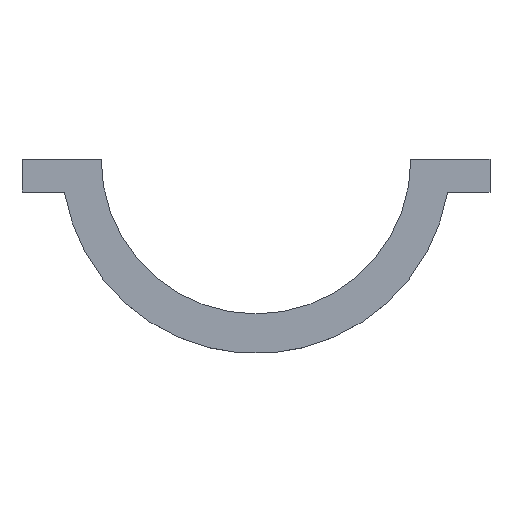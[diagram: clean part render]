
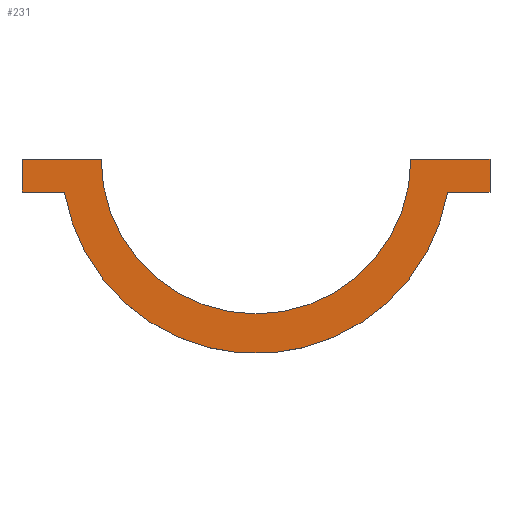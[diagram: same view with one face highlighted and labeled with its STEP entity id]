
A CAD part, top view. The second image highlights one B-rep face of the part: STEP entity #231.
In plain terms, the highlighted planar face has unit normal (0, 0, 1).
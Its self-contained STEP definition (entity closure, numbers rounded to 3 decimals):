
#25=PLANE('',#274);
#37=FACE_OUTER_BOUND('',#53,.T.);
#53=EDGE_LOOP('',(#201,#202,#203,#204,#205,#206,#207,#208));
#57=LINE('',#356,#79);
#61=LINE('',#364,#83);
#64=LINE('',#370,#86);
#68=LINE('',#382,#90);
#71=LINE('',#388,#93);
#74=LINE('',#394,#96);
#79=VECTOR('',#294,10.);
#83=VECTOR('',#300,10.);
#86=VECTOR('',#305,10.);
#90=VECTOR('',#317,10.);
#93=VECTOR('',#322,10.);
#96=VECTOR('',#327,10.);
#103=CIRCLE('',#266,295.);
#105=CIRCLE('',#272,235.);
#111=VERTEX_POINT('',#354);
#112=VERTEX_POINT('',#355);
#115=VERTEX_POINT('',#363);
#117=VERTEX_POINT('',#369);
#119=VERTEX_POINT('',#375);
#121=VERTEX_POINT('',#381);
#123=VERTEX_POINT('',#387);
#125=VERTEX_POINT('',#393);
#133=EDGE_CURVE('',#111,#112,#57,.T.);
#137=EDGE_CURVE('',#112,#115,#61,.T.);
#140=EDGE_CURVE('',#115,#117,#64,.T.);
#143=EDGE_CURVE('',#117,#119,#103,.T.);
#146=EDGE_CURVE('',#119,#121,#68,.T.);
#149=EDGE_CURVE('',#121,#123,#71,.T.);
#152=EDGE_CURVE('',#123,#125,#74,.T.);
#155=EDGE_CURVE('',#125,#111,#105,.T.);
#201=ORIENTED_EDGE('',*,*,#155,.T.);
#202=ORIENTED_EDGE('',*,*,#133,.T.);
#203=ORIENTED_EDGE('',*,*,#137,.T.);
#204=ORIENTED_EDGE('',*,*,#140,.T.);
#205=ORIENTED_EDGE('',*,*,#143,.T.);
#206=ORIENTED_EDGE('',*,*,#146,.T.);
#207=ORIENTED_EDGE('',*,*,#149,.T.);
#208=ORIENTED_EDGE('',*,*,#152,.T.);
#231=ADVANCED_FACE('',(#37),#25,.T.);
#266=AXIS2_PLACEMENT_3D('',#376,#310,#311);
#272=AXIS2_PLACEMENT_3D('',#399,#332,#333);
#274=AXIS2_PLACEMENT_3D('',#401,#336,#337);
#294=DIRECTION('',(-1.,0.,0.));
#300=DIRECTION('',(0.,-1.,0.));
#305=DIRECTION('',(1.,0.,0.));
#310=DIRECTION('center_axis',(0.,0.,1.));
#311=DIRECTION('ref_axis',(1.,0.,0.));
#317=DIRECTION('',(1.,0.,0.));
#322=DIRECTION('',(0.,1.,0.));
#327=DIRECTION('',(-1.,0.,0.));
#332=DIRECTION('center_axis',(0.,0.,-1.));
#333=DIRECTION('ref_axis',(-1.,0.,0.));
#336=DIRECTION('center_axis',(0.,0.,1.));
#337=DIRECTION('ref_axis',(1.,0.,0.));
#354=CARTESIAN_POINT('',(-235.,0.,0.));
#355=CARTESIAN_POINT('',(-355.,0.,0.));
#356=CARTESIAN_POINT('',(-235.,0.,0.));
#363=CARTESIAN_POINT('',(-355.,-50.,0.));
#364=CARTESIAN_POINT('',(-355.,0.,0.));
#369=CARTESIAN_POINT('',(-290.732,-50.,0.));
#370=CARTESIAN_POINT('',(-355.,-50.,0.));
#375=CARTESIAN_POINT('',(290.732,-50.,0.));
#376=CARTESIAN_POINT('Origin',(0.,0.,0.));
#381=CARTESIAN_POINT('',(355.,-50.,0.));
#382=CARTESIAN_POINT('',(290.732,-50.,0.));
#387=CARTESIAN_POINT('',(355.,0.,0.));
#388=CARTESIAN_POINT('',(355.,-50.,0.));
#393=CARTESIAN_POINT('',(235.,0.,0.));
#394=CARTESIAN_POINT('',(355.,0.,0.));
#399=CARTESIAN_POINT('Origin',(0.,0.,0.));
#401=CARTESIAN_POINT('Origin',(0.,-147.5,0.));
